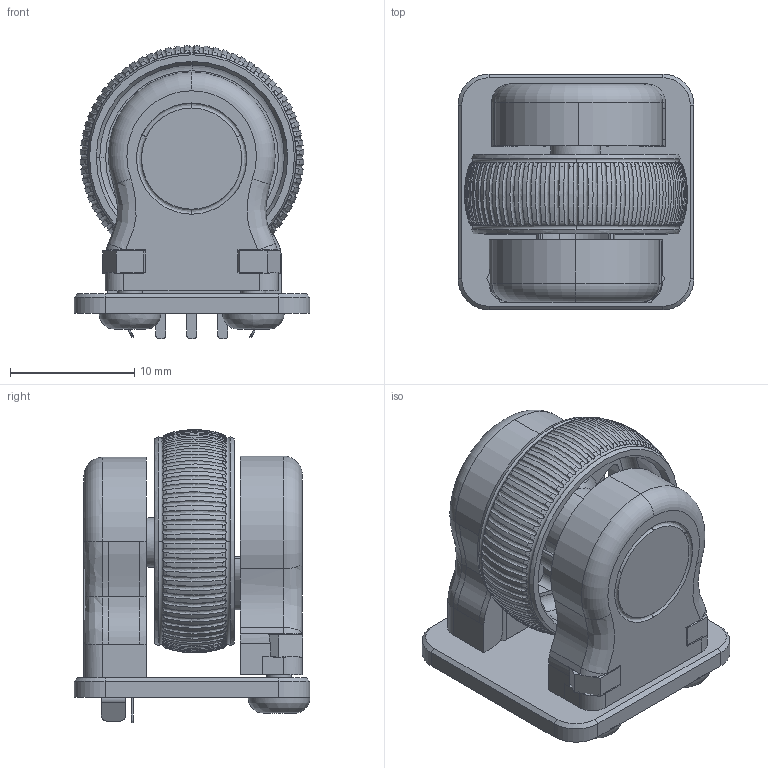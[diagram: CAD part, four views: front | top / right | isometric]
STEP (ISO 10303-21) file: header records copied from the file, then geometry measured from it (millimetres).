
FILE_DESCRIPTION(('HOOPS Exchange Step'),'2;1');
FILE_NAME('THQWGD001 full.stp','2025-03-19T20:35:52+09:00',('hayashi'),('Unknown organisation'),'HOOPS Exchange 2023.2','HOOPS Exchange','Unknown authorisation');
FILE_SCHEMA( ('AP203_CONFIGURATION_CONTROLLED_3D_DESIGN_OF_MECHANICAL_PARTS_AND_ASSEMBLIES_MIM_LF') );
Length unit declared in the file: millimetre
Products named in the file (1): 0
Bounding box: 19 x 19 x 23.6 mm (x, y, z)
Volume: 3015.5 mm3; surface area: 4857 mm2
Topology: 10 solids, 10 shells, 737 faces, 2097 edges, 1374 vertices
Faces by surface type: bspline 256, plane 246, torus 157, cylinder 66, cone 12
Full cylindrical faces by diameter (mm): 2 x4, 2.8 x2, 4 x1
Entity records: 37548 total; most frequent: CARTESIAN_POINT 20535, ORIENTED_EDGE 4192, DIRECTION 2655, EDGE_CURVE 2096, VERTEX_POINT 1374, AXIS2_PLACEMENT_3D 959, B_SPLINE_CURVE_WITH_KNOTS 869, EDGE_LOOP 774
